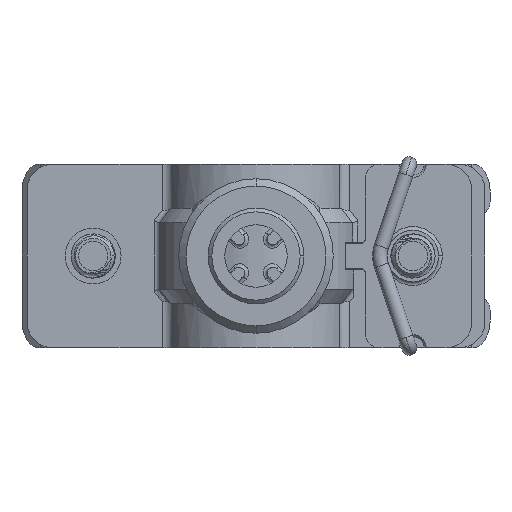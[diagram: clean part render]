
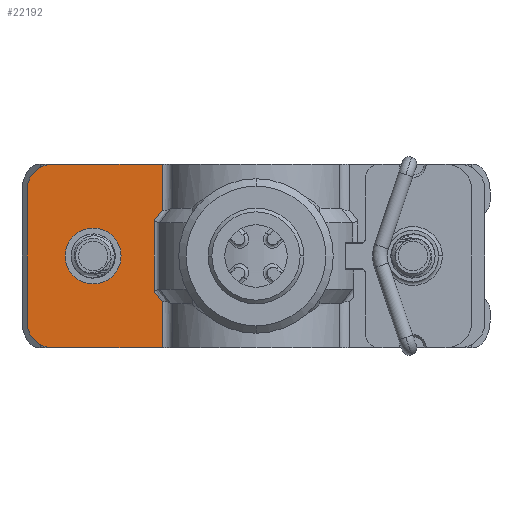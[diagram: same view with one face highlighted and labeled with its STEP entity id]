
A CAD part, front view. The second image highlights one B-rep face of the part: STEP entity #22192.
In plain terms, the highlighted planar face has unit normal (0, -1, 0).
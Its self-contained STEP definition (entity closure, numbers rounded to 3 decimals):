
#15 = CARTESIAN_POINT ( 'NONE',  ( -12.765, -4.25, 6.177 ) ) ;
#200 = CARTESIAN_POINT ( 'NONE',  ( -31.151, -4.25, 9. ) ) ;
#923 = CARTESIAN_POINT ( 'NONE',  ( -13.015, -4.25, 5.859 ) ) ;
#999 = VERTEX_POINT ( 'NONE', #200 ) ;
#1424 = VECTOR ( 'NONE', #28660, 1000. ) ;
#2392 = LINE ( 'NONE', #18915, #25932 ) ;
#2461 = VERTEX_POINT ( 'NONE', #10149 ) ;
#2589 = CARTESIAN_POINT ( 'NONE',  ( -22.151, -4.25, -3.8 ) ) ;
#2771 = EDGE_CURVE ( 'NONE', #28127, #35162, #20765, .T. ) ;
#3826 = ORIENTED_EDGE ( 'NONE', *, *, #8744, .F. ) ;
#4020 = VERTEX_POINT ( 'NONE', #2589 ) ;
#5655 = ORIENTED_EDGE ( 'NONE', *, *, #33042, .T. ) ;
#5921 = CARTESIAN_POINT ( 'NONE',  ( -12.765, -4.25, 12.5 ) ) ;
#6005 = VERTEX_POINT ( 'NONE', #11799 ) ;
#6302 = LINE ( 'NONE', #5921, #19824 ) ;
#6981 = VERTEX_POINT ( 'NONE', #9056 ) ;
#6985 = FACE_BOUND ( 'NONE', #9789, .T. ) ;
#8238 = VERTEX_POINT ( 'NONE', #23800 ) ;
#8631 = CARTESIAN_POINT ( 'NONE',  ( -31.151, -4.25, 12.5 ) ) ;
#8744 = EDGE_CURVE ( 'NONE', #6981, #12935, #2392, .T. ) ;
#8820 = CARTESIAN_POINT ( 'NONE',  ( -13.756, -4.25, -4.915 ) ) ;
#8913 = ORIENTED_EDGE ( 'NONE', *, *, #21294, .T. ) ;
#8977 = DIRECTION ( 'NONE',  ( 0., 0., -1. ) ) ;
#9056 = CARTESIAN_POINT ( 'NONE',  ( -12.765, -4.25, 12.5 ) ) ;
#9374 = CARTESIAN_POINT ( 'NONE',  ( -12.765, -4.25, -6.177 ) ) ;
#9549 = CARTESIAN_POINT ( 'NONE',  ( -13.015, -4.25, -5.859 ) ) ;
#9725 = B_SPLINE_CURVE_WITH_KNOTS ( 'NONE', 3,
 ( #9374, #9549, #11604, #17534, #14564, #8820, #20693 ),
 .UNSPECIFIED., .F., .F.,
 ( 4, 3, 4 ),
 ( 0., 0.001, 0.002 ),
 .UNSPECIFIED. ) ;
#9789 = EDGE_LOOP ( 'NONE', ( #24845, #8913 ) ) ;
#10095 = CARTESIAN_POINT ( 'NONE',  ( -12.765, -4.25, -12.5 ) ) ;
#10149 = CARTESIAN_POINT ( 'NONE',  ( -22.151, -4.25, 3.8 ) ) ;
#10313 = EDGE_CURVE ( 'NONE', #16898, #23443, #25725, .T. ) ;
#11538 = AXIS2_PLACEMENT_3D ( 'NONE', #24751, #19180, #32762 ) ;
#11604 = CARTESIAN_POINT ( 'NONE',  ( -13.266, -4.25, -5.54 ) ) ;
#11799 = CARTESIAN_POINT ( 'NONE',  ( -27.651, -4.25, 12.5 ) ) ;
#11983 = CIRCLE ( 'NONE', #33329, 3.5 ) ;
#11988 = CARTESIAN_POINT ( 'NONE',  ( -13.875, -4.25, 12.5 ) ) ;
#12179 = VECTOR ( 'NONE', #8977, 1000. ) ;
#12229 = CARTESIAN_POINT ( 'NONE',  ( -12.765, -4.25, 6.177 ) ) ;
#12232 = DIRECTION ( 'NONE',  ( 1., 0., 0. ) ) ;
#12360 = EDGE_CURVE ( 'NONE', #22739, #28127, #11983, .T. ) ;
#12927 = DIRECTION ( 'NONE',  ( 0., 0., 1. ) ) ;
#12935 = VERTEX_POINT ( 'NONE', #15 ) ;
#13239 = AXIS2_PLACEMENT_3D ( 'NONE', #14753, #28672, #33717 ) ;
#13359 = DIRECTION ( 'NONE',  ( 0., 0., -1. ) ) ;
#13696 = EDGE_CURVE ( 'NONE', #8238, #16898, #9725, .T. ) ;
#13747 = VECTOR ( 'NONE', #12232, 1000. ) ;
#14041 = DIRECTION ( 'NONE',  ( 0., 0., 1. ) ) ;
#14564 = CARTESIAN_POINT ( 'NONE',  ( -13.636, -4.25, -5.068 ) ) ;
#14646 = CIRCLE ( 'NONE', #24708, 3.5 ) ;
#14753 = CARTESIAN_POINT ( 'NONE',  ( -22.151, -4.25, 0. ) ) ;
#14781 = ORIENTED_EDGE ( 'NONE', *, *, #19315, .F. ) ;
#14997 = CARTESIAN_POINT ( 'NONE',  ( -13.636, -4.25, 5.068 ) ) ;
#15264 = ORIENTED_EDGE ( 'NONE', *, *, #2771, .T. ) ;
#15492 = DIRECTION ( 'NONE',  ( 0., 1., 0. ) ) ;
#16199 = CIRCLE ( 'NONE', #13239, 3.8 ) ;
#16898 = VERTEX_POINT ( 'NONE', #23267 ) ;
#17534 = CARTESIAN_POINT ( 'NONE',  ( -13.516, -4.25, -5.221 ) ) ;
#17596 = ORIENTED_EDGE ( 'NONE', *, *, #24605, .T. ) ;
#18104 = PLANE ( 'NONE',  #22741 ) ;
#18166 = CARTESIAN_POINT ( 'NONE',  ( -31.151, -4.25, -12.5 ) ) ;
#18290 = FACE_OUTER_BOUND ( 'NONE', #35213, .T. ) ;
#18705 = DIRECTION ( 'NONE',  ( 0., -1., 0. ) ) ;
#18915 = CARTESIAN_POINT ( 'NONE',  ( -12.765, -4.25, 12.5 ) ) ;
#19180 = DIRECTION ( 'NONE',  ( 0., 1., 0. ) ) ;
#19315 = EDGE_CURVE ( 'NONE', #6005, #6981, #20307, .T. ) ;
#19824 = VECTOR ( 'NONE', #25974, 1000. ) ;
#20119 = LINE ( 'NONE', #31445, #12179 ) ;
#20307 = LINE ( 'NONE', #8631, #1424 ) ;
#20693 = CARTESIAN_POINT ( 'NONE',  ( -13.875, -4.25, -4.762 ) ) ;
#20765 = LINE ( 'NONE', #18166, #13747 ) ;
#20963 = EDGE_CURVE ( 'NONE', #2461, #4020, #16199, .T. ) ;
#21294 = EDGE_CURVE ( 'NONE', #4020, #2461, #26886, .T. ) ;
#21682 = DIRECTION ( 'NONE',  ( 0., 0., 1. ) ) ;
#22192 = ADVANCED_FACE ( 'NONE', ( #18290, #6985 ), #18104, .F. ) ;
#22297 = CARTESIAN_POINT ( 'NONE',  ( -31.151, -4.25, -9. ) ) ;
#22739 = VERTEX_POINT ( 'NONE', #22297 ) ;
#22741 = AXIS2_PLACEMENT_3D ( 'NONE', #29624, #15492, #26814 ) ;
#23267 = CARTESIAN_POINT ( 'NONE',  ( -13.875, -4.25, -4.762 ) ) ;
#23362 = CARTESIAN_POINT ( 'NONE',  ( -13.875, -4.25, 4.762 ) ) ;
#23443 = VERTEX_POINT ( 'NONE', #29100 ) ;
#23800 = CARTESIAN_POINT ( 'NONE',  ( -12.765, -4.25, -6.177 ) ) ;
#24084 = CARTESIAN_POINT ( 'NONE',  ( -27.651, -4.25, 9. ) ) ;
#24605 = EDGE_CURVE ( 'NONE', #23443, #12935, #30017, .T. ) ;
#24632 = EDGE_CURVE ( 'NONE', #6005, #999, #14646, .T. ) ;
#24708 = AXIS2_PLACEMENT_3D ( 'NONE', #24084, #18705, #21682 ) ;
#24751 = CARTESIAN_POINT ( 'NONE',  ( -22.151, -4.25, 0. ) ) ;
#24845 = ORIENTED_EDGE ( 'NONE', *, *, #20963, .T. ) ;
#25121 = ORIENTED_EDGE ( 'NONE', *, *, #10313, .T. ) ;
#25322 = ORIENTED_EDGE ( 'NONE', *, *, #31704, .F. ) ;
#25725 = LINE ( 'NONE', #11988, #27057 ) ;
#25932 = VECTOR ( 'NONE', #13359, 1000. ) ;
#25974 = DIRECTION ( 'NONE',  ( 0., 0., -1. ) ) ;
#26166 = ORIENTED_EDGE ( 'NONE', *, *, #13696, .T. ) ;
#26327 = CARTESIAN_POINT ( 'NONE',  ( -13.516, -4.25, 5.221 ) ) ;
#26667 = CARTESIAN_POINT ( 'NONE',  ( -27.651, -4.25, -9. ) ) ;
#26814 = DIRECTION ( 'NONE',  ( 0., 0., 1. ) ) ;
#26886 = CIRCLE ( 'NONE', #11538, 3.8 ) ;
#27057 = VECTOR ( 'NONE', #14041, 1000. ) ;
#27081 = CARTESIAN_POINT ( 'NONE',  ( -27.651, -4.25, -12.5 ) ) ;
#27383 = DIRECTION ( 'NONE',  ( 0., -1., 0. ) ) ;
#28127 = VERTEX_POINT ( 'NONE', #27081 ) ;
#28660 = DIRECTION ( 'NONE',  ( 1., 0., 0. ) ) ;
#28672 = DIRECTION ( 'NONE',  ( 0., 1., 0. ) ) ;
#28742 = CARTESIAN_POINT ( 'NONE',  ( -13.266, -4.25, 5.54 ) ) ;
#29100 = CARTESIAN_POINT ( 'NONE',  ( -13.875, -4.25, 4.762 ) ) ;
#29108 = CARTESIAN_POINT ( 'NONE',  ( -13.756, -4.25, 4.915 ) ) ;
#29624 = CARTESIAN_POINT ( 'NONE',  ( -31.151, -4.25, 12.5 ) ) ;
#30017 = B_SPLINE_CURVE_WITH_KNOTS ( 'NONE', 3,
 ( #23362, #29108, #14997, #26327, #28742, #923, #12229 ),
 .UNSPECIFIED., .F., .F.,
 ( 4, 3, 4 ),
 ( 0., 0.001, 0.002 ),
 .UNSPECIFIED. ) ;
#31445 = CARTESIAN_POINT ( 'NONE',  ( -31.151, -4.25, 12.5 ) ) ;
#31704 = EDGE_CURVE ( 'NONE', #8238, #35162, #6302, .T. ) ;
#32441 = ORIENTED_EDGE ( 'NONE', *, *, #12360, .T. ) ;
#32762 = DIRECTION ( 'NONE',  ( 0., 0., 1. ) ) ;
#33042 = EDGE_CURVE ( 'NONE', #999, #22739, #20119, .T. ) ;
#33329 = AXIS2_PLACEMENT_3D ( 'NONE', #26667, #27383, #12927 ) ;
#33717 = DIRECTION ( 'NONE',  ( 0., 0., 1. ) ) ;
#35162 = VERTEX_POINT ( 'NONE', #10095 ) ;
#35213 = EDGE_LOOP ( 'NONE', ( #25322, #26166, #25121, #17596, #3826, #14781, #36466, #5655, #32441, #15264 ) ) ;
#36466 = ORIENTED_EDGE ( 'NONE', *, *, #24632, .T. ) ;
